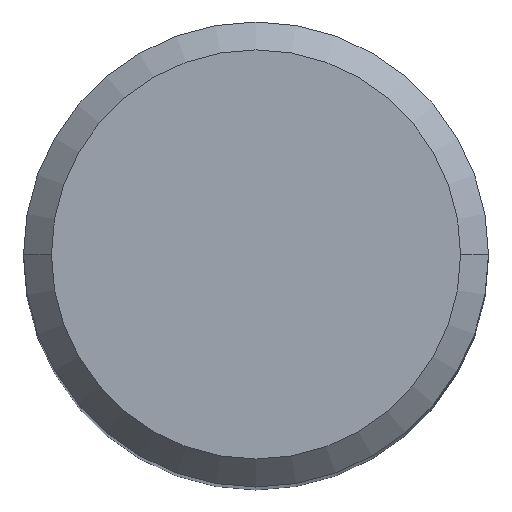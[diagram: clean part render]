
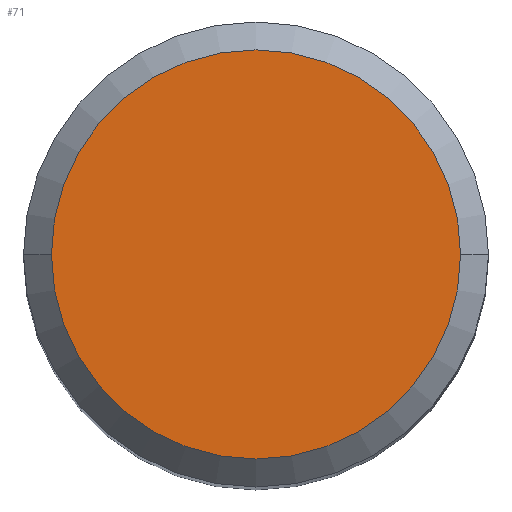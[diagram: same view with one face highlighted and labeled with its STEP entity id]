
A CAD part, top view. The second image highlights one B-rep face of the part: STEP entity #71.
In plain terms, the highlighted planar face has unit normal (0, 0, 1).
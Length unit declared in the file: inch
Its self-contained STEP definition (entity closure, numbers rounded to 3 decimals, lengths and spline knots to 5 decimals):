
#18 = ORIENTED_EDGE ( 'NONE', *, *, #276, .T. ) ;
#62 = FACE_OUTER_BOUND ( 'NONE', #161, .T. ) ;
#71 = ADVANCED_FACE ( 'NONE', ( #62 ), #456, .F. ) ;
#128 = VERTEX_POINT ( 'NONE', #163 ) ;
#136 = CARTESIAN_POINT ( 'NONE',  ( 0.11, 0., 0. ) ) ;
#142 = VERTEX_POINT ( 'NONE', #136 ) ;
#146 = AXIS2_PLACEMENT_3D ( 'NONE', #412, #148, #302 ) ;
#148 = DIRECTION ( 'NONE',  ( 0., 0., 1. ) ) ;
#157 = ORIENTED_EDGE ( 'NONE', *, *, #364, .T. ) ;
#160 = CIRCLE ( 'NONE', #146, 0.11 ) ;
#161 = EDGE_LOOP ( 'NONE', ( #157, #18 ) ) ;
#163 = CARTESIAN_POINT ( 'NONE',  ( -0.11, 0., 0. ) ) ;
#169 = AXIS2_PLACEMENT_3D ( 'NONE', #318, #220, #323 ) ;
#179 = CIRCLE ( 'NONE', #169, 0.11 ) ;
#200 = DIRECTION ( 'NONE',  ( -1., 0., 0. ) ) ;
#220 = DIRECTION ( 'NONE',  ( 0., 0., 1. ) ) ;
#276 = EDGE_CURVE ( 'NONE', #142, #128, #179, .T. ) ;
#302 = DIRECTION ( 'NONE',  ( 1., 0., 0. ) ) ;
#315 = CARTESIAN_POINT ( 'NONE',  ( 0., 0.11, 0. ) ) ;
#318 = CARTESIAN_POINT ( 'NONE',  ( 0., 0., 0. ) ) ;
#323 = DIRECTION ( 'NONE',  ( 1., 0., 0. ) ) ;
#364 = EDGE_CURVE ( 'NONE', #128, #142, #160, .T. ) ;
#374 = DIRECTION ( 'NONE',  ( 0., 0., -1. ) ) ;
#412 = CARTESIAN_POINT ( 'NONE',  ( 0., 0., 0. ) ) ;
#437 = AXIS2_PLACEMENT_3D ( 'NONE', #315, #374, #200 ) ;
#456 = PLANE ( 'NONE',  #437 ) ;
